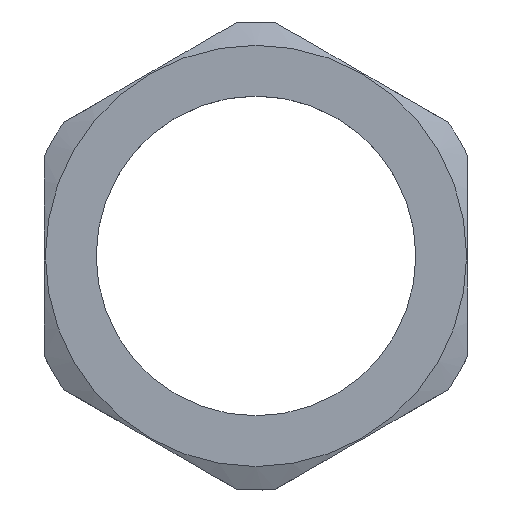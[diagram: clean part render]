
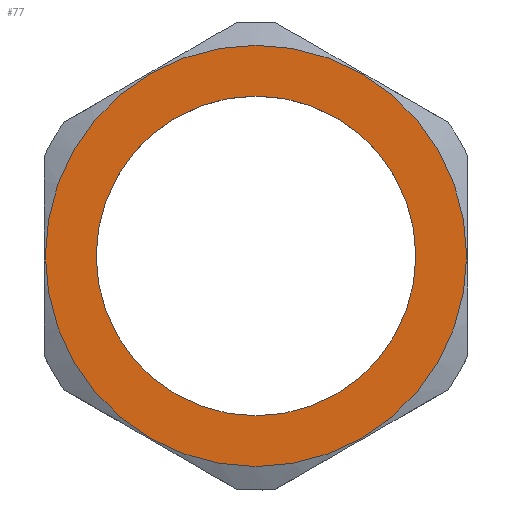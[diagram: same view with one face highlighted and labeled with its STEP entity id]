
A CAD part, top view. The second image highlights one B-rep face of the part: STEP entity #77.
In plain terms, the highlighted planar face has unit normal (0, 0, 1).
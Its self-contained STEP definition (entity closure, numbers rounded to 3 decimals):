
#35=FACE_BOUND('',#113,.T.);
#36=FACE_BOUND('',#114,.T.);
#62=CIRCLE('',#332,9.45);
#63=CIRCLE('',#333,7.172);
#77=ADVANCED_FACE('',(#35,#36),#87,.T.);
#87=PLANE('',#334);
#113=EDGE_LOOP('',(#175));
#114=EDGE_LOOP('',(#176));
#175=ORIENTED_EDGE('',*,*,#268,.F.);
#176=ORIENTED_EDGE('',*,*,#269,.F.);
#229=VERTEX_POINT('',#525);
#230=VERTEX_POINT('',#527);
#268=EDGE_CURVE('',#229,#229,#62,.T.);
#269=EDGE_CURVE('',#230,#230,#63,.T.);
#332=AXIS2_PLACEMENT_3D('',#524,#407,#408);
#333=AXIS2_PLACEMENT_3D('',#526,#409,#410);
#334=AXIS2_PLACEMENT_3D('',#528,#411,#412);
#407=DIRECTION('',(0.,0.,-1.));
#408=DIRECTION('',(-1.,0.,0.));
#409=DIRECTION('',(0.,0.,1.));
#410=DIRECTION('',(1.,0.,0.));
#411=DIRECTION('',(0.,0.,1.));
#412=DIRECTION('',(1.,0.,0.));
#524=CARTESIAN_POINT('',(0.,0.,2.8));
#525=CARTESIAN_POINT('',(-9.45,0.,2.8));
#526=CARTESIAN_POINT('',(0.,0.,2.8));
#527=CARTESIAN_POINT('',(7.172,0.,2.8));
#528=CARTESIAN_POINT('',(0.,0.,2.8));
